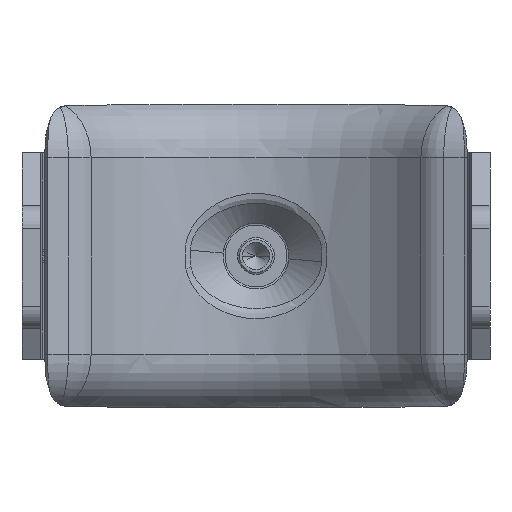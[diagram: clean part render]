
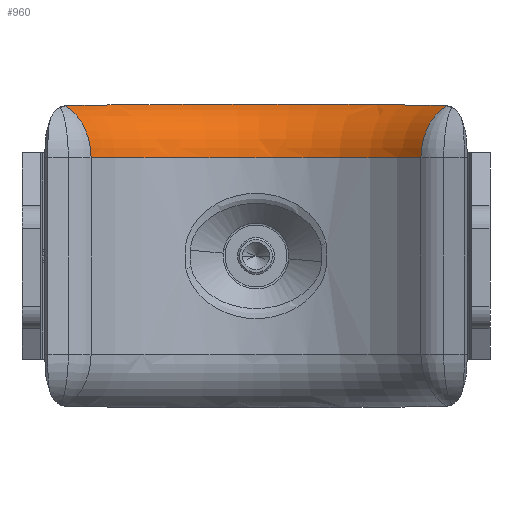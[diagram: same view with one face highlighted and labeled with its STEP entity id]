
A CAD part, front view. The second image highlights one B-rep face of the part: STEP entity #960.
In plain terms, the highlighted toroidal (fillet/blend) face has major radius 29.25 mm and minor radius 6.25 mm.
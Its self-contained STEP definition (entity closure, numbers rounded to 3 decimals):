
#353 = CARTESIAN_POINT ( 'NONE',  ( 0., -12.133, 10.717 ) ) ;
#912 = CARTESIAN_POINT ( 'NONE',  ( -11.579, 12.129, 16.502 ) ) ;
#960 = ADVANCED_FACE ( 'NONE', ( #2233 ), #15805, .T. ) ;
#1089 = CARTESIAN_POINT ( 'NONE',  ( 12.369, 11.722, 16.496 ) ) ;
#1175 = CARTESIAN_POINT ( 'NONE',  ( 13.731, 10.934, 16.484 ) ) ;
#1416 = CARTESIAN_POINT ( 'NONE',  ( -17.973, 2.219, 10.717 ) ) ;
#1604 = DIRECTION ( 'NONE',  ( 1., 0., 0. ) ) ;
#2206 = CIRCLE ( 'NONE', #16366, 6.25 ) ;
#2233 = FACE_OUTER_BOUND ( 'NONE', #2798, .T. ) ;
#2282 = VERTEX_POINT ( 'NONE', #7198 ) ;
#2338 = CARTESIAN_POINT ( 'NONE',  ( -19.524, 6.148, 16.407 ) ) ;
#2421 = CARTESIAN_POINT ( 'NONE',  ( 11.997, 11.917, 16.498 ) ) ;
#2798 = EDGE_LOOP ( 'NONE', ( #6002, #10247, #5550, #14273 ) ) ;
#3568 = CIRCLE ( 'NONE', #14067, 23. ) ;
#3631 = DIRECTION ( 'NONE',  ( 0., 0., 1. ) ) ;
#3738 = CARTESIAN_POINT ( 'NONE',  ( 19.526, 6.145, 16.407 ) ) ;
#3825 = CARTESIAN_POINT ( 'NONE',  ( -3.953, 14.626, 16.538 ) ) ;
#3911 = CARTESIAN_POINT ( 'NONE',  ( -7.857, 13.655, 16.524 ) ) ;
#4000 = CARTESIAN_POINT ( 'NONE',  ( 9.808, 13.014, 16.515 ) ) ;
#4079 = B_SPLINE_CURVE_WITH_KNOTS ( 'NONE', 3,
 ( #9231, #3738, #6492, #16171, #10391, #1175, #9151, #12084, #1089, #2421, #6319, #11809, #11726, #6580, #4000, #14577, #11996, #6669, #10739, #17236, #7817, #10474, #13424, #3825, #17412, #3911, #14662, #9416, #14484, #13242, #5255, #10649, #9323, #11902, #912, #13069, #17323, #15906, #2338, #5342 ),
 .UNSPECIFIED., .F., .F.,
 ( 4, 2, 2, 2, 1, 1, 1, 2, 2, 2, 2, 2, 2, 2, 2, 2, 1, 1, 1, 2, 2, 2, 4 ),
 ( 0., 0.125, 0.187, 0.219, 0.234, 0.242, 0.246, 0.248, 0.25, 0.375, 0.437, 0.469, 0.5, 0.625, 0.687, 0.719, 0.734, 0.742, 0.746, 0.748, 0.75, 0.875, 1. ),
 .UNSPECIFIED. ) ;
#4330 = DIRECTION ( 'NONE',  ( 0., 0., 1. ) ) ;
#5255 = CARTESIAN_POINT ( 'NONE',  ( -11.206, 12.312, 16.504 ) ) ;
#5342 = CARTESIAN_POINT ( 'NONE',  ( -20.787, 4.467, 16.378 ) ) ;
#5550 = ORIENTED_EDGE ( 'NONE', *, *, #7930, .F. ) ;
#6002 = ORIENTED_EDGE ( 'NONE', *, *, #17059, .T. ) ;
#6207 = VERTEX_POINT ( 'NONE', #13980 ) ;
#6319 = CARTESIAN_POINT ( 'NONE',  ( 11.811, 12.013, 16.5 ) ) ;
#6384 = CARTESIAN_POINT ( 'NONE',  ( 0., -12.133, 10.717 ) ) ;
#6492 = CARTESIAN_POINT ( 'NONE',  ( 18.089, 7.633, 16.432 ) ) ;
#6580 = CARTESIAN_POINT ( 'NONE',  ( 11.653, 12.093, 16.501 ) ) ;
#6669 = CARTESIAN_POINT ( 'NONE',  ( 3.982, 14.562, 16.537 ) ) ;
#6828 = DIRECTION ( 'NONE',  ( -0.624, 0.781, 0. ) ) ;
#7007 = CIRCLE ( 'NONE', #10396, 6.25 ) ;
#7198 = CARTESIAN_POINT ( 'NONE',  ( -20.787, 4.467, 16.378 ) ) ;
#7251 = DIRECTION ( 'NONE',  ( 0., 0., 1. ) ) ;
#7817 = CARTESIAN_POINT ( 'NONE',  ( 1.013, 14.835, 16.541 ) ) ;
#7930 = EDGE_CURVE ( 'NONE', #8768, #15552, #3568, .T. ) ;
#8154 = AXIS2_PLACEMENT_3D ( 'NONE', #6384, #3631, #10375 ) ;
#8423 = DIRECTION ( 'NONE',  ( 0., 0., 1. ) ) ;
#8768 = VERTEX_POINT ( 'NONE', #14824 ) ;
#8869 = EDGE_CURVE ( 'NONE', #8768, #6207, #2206, .T. ) ;
#9119 = EDGE_CURVE ( 'NONE', #15552, #2282, #7007, .T. ) ;
#9151 = CARTESIAN_POINT ( 'NONE',  ( 13.315, 11.187, 16.487 ) ) ;
#9231 = CARTESIAN_POINT ( 'NONE',  ( 20.787, 4.467, 16.378 ) ) ;
#9323 = CARTESIAN_POINT ( 'NONE',  ( -11.492, 12.173, 16.502 ) ) ;
#9416 = CARTESIAN_POINT ( 'NONE',  ( -9.756, 12.955, 16.514 ) ) ;
#10247 = ORIENTED_EDGE ( 'NONE', *, *, #9119, .F. ) ;
#10375 = DIRECTION ( 'NONE',  ( 1., 0., 0. ) ) ;
#10391 = CARTESIAN_POINT ( 'NONE',  ( 14.964, 10.134, 16.471 ) ) ;
#10396 = AXIS2_PLACEMENT_3D ( 'NONE', #15693, #14274, #7251 ) ;
#10474 = CARTESIAN_POINT ( 'NONE',  ( 0.519, 14.85, 16.541 ) ) ;
#10649 = CARTESIAN_POINT ( 'NONE',  ( -11.406, 12.215, 16.503 ) ) ;
#10739 = CARTESIAN_POINT ( 'NONE',  ( 2.499, 14.734, 16.54 ) ) ;
#11726 = CARTESIAN_POINT ( 'NONE',  ( 11.678, 12.08, 16.501 ) ) ;
#11809 = CARTESIAN_POINT ( 'NONE',  ( 11.731, 12.053, 16.501 ) ) ;
#11902 = CARTESIAN_POINT ( 'NONE',  ( -11.549, 12.144, 16.502 ) ) ;
#11996 = CARTESIAN_POINT ( 'NONE',  ( 4.968, 14.391, 16.535 ) ) ;
#12084 = CARTESIAN_POINT ( 'NONE',  ( 12.685, 11.547, 16.493 ) ) ;
#13069 = CARTESIAN_POINT ( 'NONE',  ( -13.318, 11.262, 16.489 ) ) ;
#13242 = CARTESIAN_POINT ( 'NONE',  ( -10.804, 12.501, 16.507 ) ) ;
#13424 = CARTESIAN_POINT ( 'NONE',  ( -1.957, 14.852, 16.541 ) ) ;
#13980 = CARTESIAN_POINT ( 'NONE',  ( 20.787, 4.467, 16.378 ) ) ;
#14067 = AXIS2_PLACEMENT_3D ( 'NONE', #353, #8423, #1604 ) ;
#14273 = ORIENTED_EDGE ( 'NONE', *, *, #8869, .T. ) ;
#14274 = DIRECTION ( 'NONE',  ( -0.624, -0.781, 0. ) ) ;
#14484 = CARTESIAN_POINT ( 'NONE',  ( -10.456, 12.656, 16.51 ) ) ;
#14577 = CARTESIAN_POINT ( 'NONE',  ( 7.896, 13.703, 16.525 ) ) ;
#14662 = CARTESIAN_POINT ( 'NONE',  ( -9.285, 13.141, 16.517 ) ) ;
#14824 = CARTESIAN_POINT ( 'NONE',  ( 17.973, 2.219, 10.717 ) ) ;
#15166 = CARTESIAN_POINT ( 'NONE',  ( 22.856, 6.119, 10.717 ) ) ;
#15552 = VERTEX_POINT ( 'NONE', #1416 ) ;
#15693 = CARTESIAN_POINT ( 'NONE',  ( -22.856, 6.119, 10.717 ) ) ;
#15805 = TOROIDAL_SURFACE ( 'NONE', #8154, 29.25, 6.25 ) ;
#15906 = CARTESIAN_POINT ( 'NONE',  ( -18.084, 7.639, 16.432 ) ) ;
#16171 = CARTESIAN_POINT ( 'NONE',  ( 15.766, 9.548, 16.462 ) ) ;
#16366 = AXIS2_PLACEMENT_3D ( 'NONE', #15166, #6828, #4330 ) ;
#17059 = EDGE_CURVE ( 'NONE', #6207, #2282, #4079, .T. ) ;
#17236 = CARTESIAN_POINT ( 'NONE',  ( 2.003, 14.777, 16.54 ) ) ;
#17323 = CARTESIAN_POINT ( 'NONE',  ( -14.98, 10.195, 16.472 ) ) ;
#17412 = CARTESIAN_POINT ( 'NONE',  ( -6.889, 13.941, 16.528 ) ) ;
